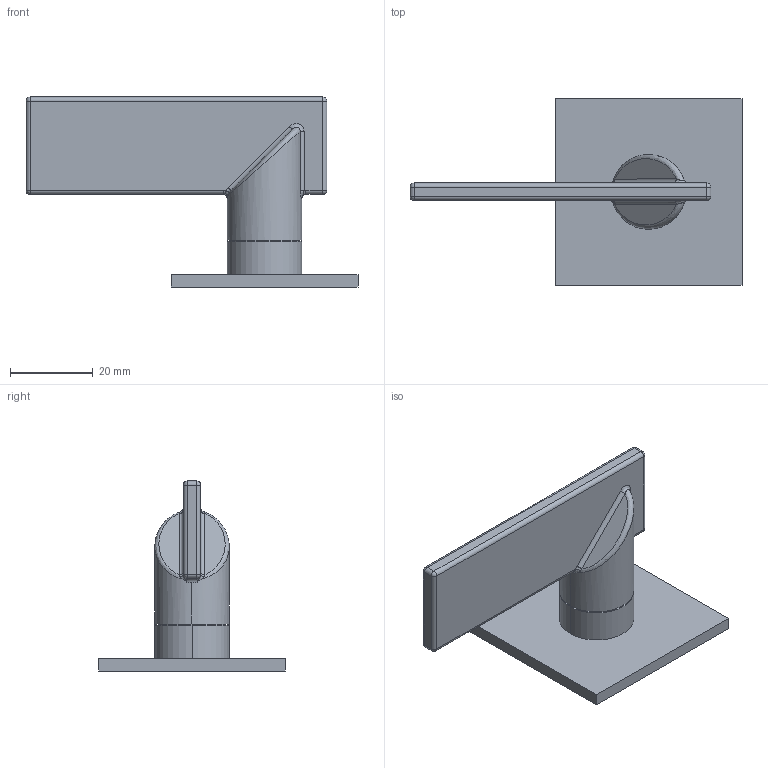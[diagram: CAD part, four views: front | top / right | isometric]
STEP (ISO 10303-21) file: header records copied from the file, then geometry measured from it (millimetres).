
FILE_DESCRIPTION((''),'2;1');
FILE_NAME('2890_WEB','2010-09-01T',('ramkumar'),(''),'PRO/ENGINEER BY PARAMETRIC TECHNOLOGY CORPORATION, 2009300','PRO/ENGINEER BY PARAMETRIC TECHNOLOGY CORPORATION, 2009300','');
FILE_SCHEMA(('CONFIG_CONTROL_DESIGN'));
Length unit declared in the file: inch
Products named in the file (1): 2890_WEB
Bounding box: 80.01 x 45.01 x 45.8 mm (x, y, z)
Surface area: 10545 mm2 (no closed solid volume)
Topology: 0 solids, 4 shells, 65 faces, 140 edges, 80 vertices
Faces by surface type: cylinder 24, plane 17, bspline 14, sphere 8, torus 2
Entity records: 2899 total; most frequent: CARTESIAN_POINT 1547, ORIENTED_EDGE 274, DIRECTION 264, EDGE_CURVE 140, AXIS2_PLACEMENT_3D 105, VERTEX_POINT 80, EDGE_LOOP 65, FACE_OUTER_BOUND 65
